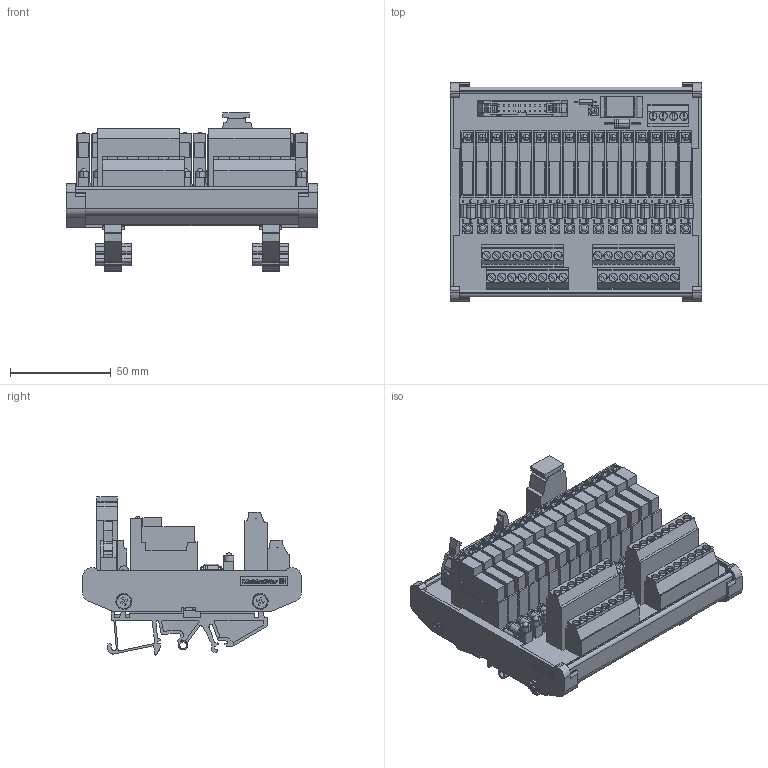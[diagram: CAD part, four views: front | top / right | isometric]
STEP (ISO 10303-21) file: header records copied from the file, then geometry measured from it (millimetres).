
FILE_DESCRIPTION(('CATIA V5R22 STEP214','CAx-IF Rec.Pracs.--- Model Styling and Organization---1.4--- 2014-01-23'),'2;1');
FILE_NAME ('011169-1_0_1312000000_3D_1312000000.stp','2021-10-18T16:18:43+00:00',('none'),('Weidmueller'),'CATIA Version 5-6 Release 2016 SP3 HF44','CATIA V5 STEP AP214','none');
FILE_SCHEMA(('AUTOMOTIVE_DESIGN { 1 0 10303 214 1 1 1 1 }'));
Products named in the file (1): 1312000000_RSM-16DI 24VDC S
Bounding box: 124.5 x 108.2 x 78.35 mm (x, y, z)
Volume: 225989.8 mm3; surface area: 163178.2 mm2
Topology: 35 solids, 35 shells, 4132 faces, 11572 edges, 7559 vertices
Faces by surface type: plane 2638, cylinder 1018, bspline 276, torus 136, sphere 64
Entity records: 150187 total; most frequent: CARTESIAN_POINT 43947, ORIENTED_EDGE 22946, DIRECTION 17607, EDGE_CURVE 11473, VECTOR 7775, LINE 7775, VERTEX_POINT 7559, AXIS2_PLACEMENT_3D 5977
